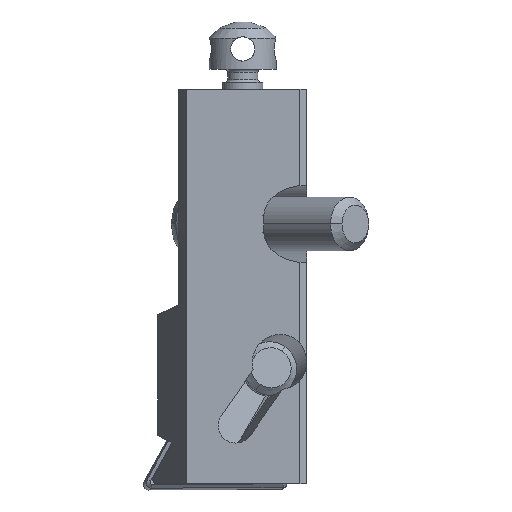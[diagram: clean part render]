
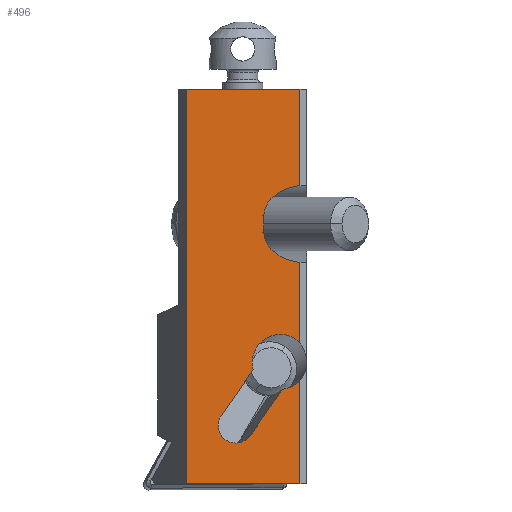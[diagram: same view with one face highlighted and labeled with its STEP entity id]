
A CAD part, front view. The second image highlights one B-rep face of the part: STEP entity #496.
In plain terms, the highlighted planar face has unit normal (0, -1, 0).
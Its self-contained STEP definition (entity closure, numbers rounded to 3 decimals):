
#496=ADVANCED_FACE('',(#805),#711,.F.);
#711=PLANE('',#4029);
#805=FACE_OUTER_BOUND('',#1004,.T.);
#1004=EDGE_LOOP('',(#1257,#1258,#1259,#1260,#1261,#1262,#1263,#1264,#1265,
#1266,#1267,#1268,#1269,#1270,#1271));
#1235=ELLIPSE('',#4023,6.364,4.5);
#1236=ELLIPSE('',#4024,4.135,4.063);
#1237=ELLIPSE('',#4025,2.647,2.6);
#1238=ELLIPSE('',#4026,4.135,4.063);
#1239=ELLIPSE('',#4027,4.135,4.063);
#1240=ELLIPSE('',#4028,6.364,4.5);
#1257=ORIENTED_EDGE('',*,*,#2739,.T.);
#1258=ORIENTED_EDGE('',*,*,#2740,.T.);
#1259=ORIENTED_EDGE('',*,*,#2741,.T.);
#1260=ORIENTED_EDGE('',*,*,#2742,.T.);
#1261=ORIENTED_EDGE('',*,*,#2743,.T.);
#1262=ORIENTED_EDGE('',*,*,#2744,.T.);
#1263=ORIENTED_EDGE('',*,*,#2745,.T.);
#1264=ORIENTED_EDGE('',*,*,#2746,.F.);
#1265=ORIENTED_EDGE('',*,*,#2747,.T.);
#1266=ORIENTED_EDGE('',*,*,#2748,.T.);
#1267=ORIENTED_EDGE('',*,*,#2749,.T.);
#1268=ORIENTED_EDGE('',*,*,#2750,.T.);
#1269=ORIENTED_EDGE('',*,*,#2751,.T.);
#1270=ORIENTED_EDGE('',*,*,#2752,.T.);
#1271=ORIENTED_EDGE('',*,*,#2753,.F.);
#2379=VERTEX_POINT('',#5604);
#2380=VERTEX_POINT('',#5605);
#2381=VERTEX_POINT('',#5607);
#2382=VERTEX_POINT('',#5609);
#2383=VERTEX_POINT('',#5611);
#2384=VERTEX_POINT('',#5613);
#2385=VERTEX_POINT('',#5615);
#2386=VERTEX_POINT('',#5617);
#2387=VERTEX_POINT('',#5619);
#2388=VERTEX_POINT('',#5621);
#2389=VERTEX_POINT('',#5623);
#2390=VERTEX_POINT('',#5625);
#2391=VERTEX_POINT('',#5627);
#2392=VERTEX_POINT('',#5629);
#2393=VERTEX_POINT('',#5631);
#2739=EDGE_CURVE('',#2379,#2380,#3300,.T.);
#2740=EDGE_CURVE('',#2380,#2381,#1235,.T.);
#2741=EDGE_CURVE('',#2381,#2382,#3301,.T.);
#2742=EDGE_CURVE('',#2382,#2383,#3302,.T.);
#2743=EDGE_CURVE('',#2383,#2384,#3303,.T.);
#2744=EDGE_CURVE('',#2384,#2385,#3304,.T.);
#2745=EDGE_CURVE('',#2385,#2386,#3305,.T.);
#2746=EDGE_CURVE('',#2387,#2386,#1236,.T.);
#2747=EDGE_CURVE('',#2387,#2388,#3306,.T.);
#2748=EDGE_CURVE('',#2388,#2389,#1237,.T.);
#2749=EDGE_CURVE('',#2389,#2390,#3307,.T.);
#2750=EDGE_CURVE('',#2390,#2391,#1238,.T.);
#2751=EDGE_CURVE('',#2391,#2392,#1239,.T.);
#2752=EDGE_CURVE('',#2392,#2393,#3308,.T.);
#2753=EDGE_CURVE('',#2379,#2393,#1240,.T.);
#3300=LINE('',#5603,#3579);
#3301=LINE('',#5608,#3580);
#3302=LINE('',#5610,#3581);
#3303=LINE('',#5612,#3582);
#3304=LINE('',#5614,#3583);
#3305=LINE('',#5616,#3584);
#3306=LINE('',#5620,#3585);
#3307=LINE('',#5624,#3586);
#3308=LINE('',#5630,#3587);
#3579=VECTOR('',#4485,1.);
#3580=VECTOR('',#4488,1.);
#3581=VECTOR('',#4489,1.);
#3582=VECTOR('',#4490,1.);
#3583=VECTOR('',#4491,1.);
#3584=VECTOR('',#4492,1.);
#3585=VECTOR('',#4495,1.);
#3586=VECTOR('',#4498,1.);
#3587=VECTOR('',#4503,1.);
#4023=AXIS2_PLACEMENT_3D('',#5606,#4486,#4487);
#4024=AXIS2_PLACEMENT_3D('',#5618,#4493,#4494);
#4025=AXIS2_PLACEMENT_3D('',#5622,#4496,#4497);
#4026=AXIS2_PLACEMENT_3D('',#5626,#4499,#4500);
#4027=AXIS2_PLACEMENT_3D('',#5628,#4501,#4502);
#4028=AXIS2_PLACEMENT_3D('',#5632,#4504,#4505);
#4029=AXIS2_PLACEMENT_3D('',#5633,#4506,#4507);
#4485=DIRECTION('',(0.,0.,1.));
#4486=DIRECTION('',(0.,1.,0.));
#4487=DIRECTION('',(-1.,0.,0.));
#4488=DIRECTION('',(0.,0.,1.));
#4489=DIRECTION('',(-1.,0.,0.));
#4490=DIRECTION('',(0.,0.,-1.));
#4491=DIRECTION('',(1.,0.,0.));
#4492=DIRECTION('',(0.,0.,1.));
#4493=DIRECTION('',(0.,-1.,0.));
#4494=DIRECTION('',(-0.833,0.,-0.553));
#4495=DIRECTION('',(-0.568,0.,-0.823));
#4496=DIRECTION('',(0.,1.,0.));
#4497=DIRECTION('',(-0.833,0.,-0.553));
#4498=DIRECTION('',(0.568,0.,0.823));
#4499=DIRECTION('',(0.,1.,0.));
#4500=DIRECTION('',(-0.833,0.,-0.553));
#4501=DIRECTION('',(0.,1.,0.));
#4502=DIRECTION('',(-0.833,0.,-0.553));
#4503=DIRECTION('',(0.,0.,1.));
#4504=DIRECTION('',(0.,-1.,0.));
#4505=DIRECTION('',(-1.,0.,0.));
#4506=DIRECTION('',(0.,1.,0.));
#4507=DIRECTION('',(0.,0.,-1.));
#5603=CARTESIAN_POINT('',(-6.364,0.,-21.25));
#5604=CARTESIAN_POINT('',(-6.364,0.,-21.25));
#5605=CARTESIAN_POINT('',(-6.364,0.,-18.75));
#5606=CARTESIAN_POINT('',(0.,0.,-18.75));
#5607=CARTESIAN_POINT('',(-1.,0.,-14.306));
#5608=CARTESIAN_POINT('',(-1.,0.,-14.306));
#5609=CARTESIAN_POINT('',(-1.,0.,0.));
#5610=CARTESIAN_POINT('',(-1.,0.,0.));
#5611=CARTESIAN_POINT('',(-17.903,0.,0.));
#5612=CARTESIAN_POINT('',(-17.903,0.,0.));
#5613=CARTESIAN_POINT('',(-17.903,0.,-58.585));
#5614=CARTESIAN_POINT('',(-17.903,0.,-58.585));
#5615=CARTESIAN_POINT('',(-1.,0.,-58.585));
#5616=CARTESIAN_POINT('',(-1.,0.,-58.585));
#5617=CARTESIAN_POINT('',(-1.,0.,-43.262));
#5618=CARTESIAN_POINT('',(-3.981,0.,-40.496));
#5619=CARTESIAN_POINT('',(-3.62,0.,-44.559));
#5620=CARTESIAN_POINT('',(-3.62,0.,-44.559));
#5621=CARTESIAN_POINT('',(-8.326,0.,-51.371));
#5622=CARTESIAN_POINT('',(-10.489,0.,-49.916));
#5623=CARTESIAN_POINT('',(-12.651,0.,-48.461));
#5624=CARTESIAN_POINT('',(-12.651,0.,-48.461));
#5625=CARTESIAN_POINT('',(-7.946,0.,-41.649));
#5626=CARTESIAN_POINT('',(-3.981,0.,-40.496));
#5627=CARTESIAN_POINT('',(-3.914,0.,-36.411));
#5628=CARTESIAN_POINT('',(-3.981,0.,-40.496));
#5629=CARTESIAN_POINT('',(-1.,0.,-37.634));
#5630=CARTESIAN_POINT('',(-1.,0.,-37.634));
#5631=CARTESIAN_POINT('',(-1.,0.,-25.694));
#5632=CARTESIAN_POINT('',(0.,0.,-21.25));
#5633=CARTESIAN_POINT('',(-9.452,0.,-29.292));
